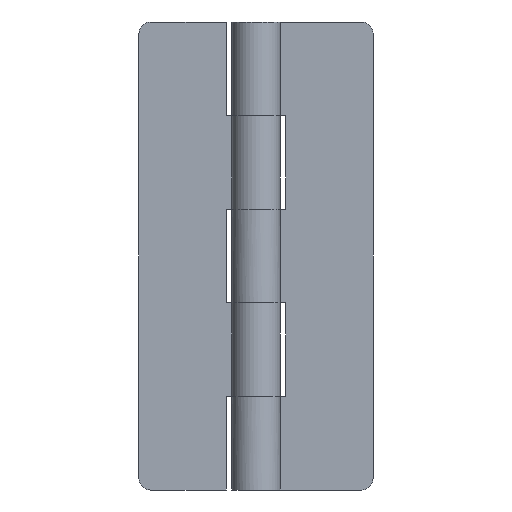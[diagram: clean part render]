
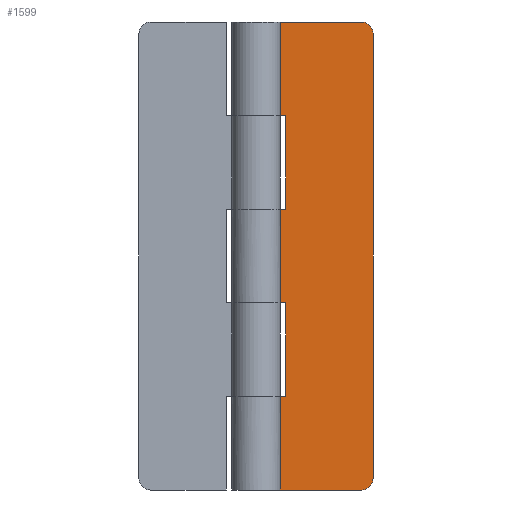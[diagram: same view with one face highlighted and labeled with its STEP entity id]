
A CAD part, front view. The second image highlights one B-rep face of the part: STEP entity #1599.
In plain terms, the highlighted free-form (B-spline) face has degree [1, 1] with [2, 2] control points.
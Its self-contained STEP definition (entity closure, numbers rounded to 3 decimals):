
#902=CARTESIAN_POINT('',(13.5,1.5,60.));
#903=VERTEX_POINT('',#902);
#909=CARTESIAN_POINT('',(15.,1.5,58.5));
#910=VERTEX_POINT('',#909);
#911=CARTESIAN_POINT('',(15.,1.5,58.5));
#912=CARTESIAN_POINT('',(15.,1.5,60.));
#913=CARTESIAN_POINT('',(13.5,1.5,60.));
#921=(BOUNDED_CURVE()B_SPLINE_CURVE(2,(#911,#912,#913),.UNSPECIFIED.,.F.,.U.)CURVE()GEOMETRIC_REPRESENTATION_ITEM()QUASI_UNIFORM_CURVE()RATIONAL_B_SPLINE_CURVE((1.0,0.707,1.0))REPRESENTATION_ITEM(''));
#922=EDGE_CURVE('',#910,#903,#921,.T.);
#963=CARTESIAN_POINT('',(15.,1.5,1.5));
#964=VERTEX_POINT('',#963);
#970=CARTESIAN_POINT('',(13.5,1.5,0.0));
#971=VERTEX_POINT('',#970);
#972=CARTESIAN_POINT('',(13.5,1.5,0.0));
#973=CARTESIAN_POINT('',(15.,1.5,0.0));
#974=CARTESIAN_POINT('',(15.,1.5,1.5));
#982=(BOUNDED_CURVE()B_SPLINE_CURVE(2,(#972,#973,#974),.UNSPECIFIED.,.F.,.U.)CURVE()GEOMETRIC_REPRESENTATION_ITEM()QUASI_UNIFORM_CURVE()RATIONAL_B_SPLINE_CURVE((1.0,0.707,1.0))REPRESENTATION_ITEM(''));
#983=EDGE_CURVE('',#971,#964,#982,.T.);
#1028=CARTESIAN_POINT('',(0.0,1.5,12.0));
#1029=VERTEX_POINT('',#1028);
#1049=CARTESIAN_POINT('',(3.8,1.5,12.0));
#1050=VERTEX_POINT('',#1049);
#1051=CARTESIAN_POINT('',(0.0,1.5,12.0));
#1052=CARTESIAN_POINT('',(3.8,1.5,12.0));
#1053=QUASI_UNIFORM_CURVE('',1,(#1051,#1052),.UNSPECIFIED.,.F.,.U.);
#1054=EDGE_CURVE('',#1029,#1050,#1053,.T.);
#1120=CARTESIAN_POINT('',(3.8,1.5,24.0));
#1121=VERTEX_POINT('',#1120);
#1127=CARTESIAN_POINT('',(0.0,1.5,24.0));
#1128=VERTEX_POINT('',#1127);
#1129=CARTESIAN_POINT('',(3.8,1.5,24.0));
#1130=CARTESIAN_POINT('',(0.0,1.5,24.0));
#1131=QUASI_UNIFORM_CURVE('',1,(#1129,#1130),.UNSPECIFIED.,.F.,.U.);
#1132=EDGE_CURVE('',#1121,#1128,#1131,.T.);
#1168=CARTESIAN_POINT('',(3.8,1.5,12.0));
#1169=CARTESIAN_POINT('',(3.8,1.5,24.0));
#1170=QUASI_UNIFORM_CURVE('',1,(#1168,#1169),.UNSPECIFIED.,.F.,.U.);
#1171=EDGE_CURVE('',#1050,#1121,#1170,.T.);
#1225=CARTESIAN_POINT('',(3.8,1.5,48.));
#1226=VERTEX_POINT('',#1225);
#1232=CARTESIAN_POINT('',(0.0,1.5,48.));
#1233=VERTEX_POINT('',#1232);
#1234=CARTESIAN_POINT('',(3.8,1.5,48.));
#1235=CARTESIAN_POINT('',(0.0,1.5,48.));
#1236=QUASI_UNIFORM_CURVE('',1,(#1234,#1235),.UNSPECIFIED.,.F.,.U.);
#1237=EDGE_CURVE('',#1226,#1233,#1236,.T.);
#1303=CARTESIAN_POINT('',(0.0,1.5,36.));
#1304=VERTEX_POINT('',#1303);
#1324=CARTESIAN_POINT('',(3.8,1.5,36.));
#1325=VERTEX_POINT('',#1324);
#1326=CARTESIAN_POINT('',(0.0,1.5,36.));
#1327=CARTESIAN_POINT('',(3.8,1.5,36.));
#1328=QUASI_UNIFORM_CURVE('',1,(#1326,#1327),.UNSPECIFIED.,.F.,.U.);
#1329=EDGE_CURVE('',#1304,#1325,#1328,.T.);
#1358=CARTESIAN_POINT('',(3.8,1.5,36.));
#1359=CARTESIAN_POINT('',(3.8,1.5,48.));
#1360=QUASI_UNIFORM_CURVE('',1,(#1358,#1359),.UNSPECIFIED.,.F.,.U.);
#1361=EDGE_CURVE('',#1325,#1226,#1360,.T.);
#1386=CARTESIAN_POINT('',(0.0,1.5,0.0));
#1387=VERTEX_POINT('',#1386);
#1388=CARTESIAN_POINT('',(13.5,1.5,0.0));
#1389=CARTESIAN_POINT('',(0.0,1.5,0.0));
#1390=QUASI_UNIFORM_CURVE('',1,(#1388,#1389),.UNSPECIFIED.,.F.,.U.);
#1391=EDGE_CURVE('',#971,#1387,#1390,.T.);
#1448=CARTESIAN_POINT('',(0.0,1.5,60.));
#1449=VERTEX_POINT('',#1448);
#1450=CARTESIAN_POINT('',(13.5,1.5,60.));
#1451=CARTESIAN_POINT('',(0.0,1.5,60.));
#1452=QUASI_UNIFORM_CURVE('',1,(#1450,#1451),.UNSPECIFIED.,.F.,.U.);
#1453=EDGE_CURVE('',#903,#1449,#1452,.T.);
#1557=CARTESIAN_POINT('',(0.0,1.5,60.));
#1558=CARTESIAN_POINT('',(0.0,1.5,48.));
#1559=QUASI_UNIFORM_CURVE('',1,(#1557,#1558),.UNSPECIFIED.,.F.,.U.);
#1560=EDGE_CURVE('',#1449,#1233,#1559,.T.);
#1566=CARTESIAN_POINT('',(-0.749,1.5,62.997));
#1567=CARTESIAN_POINT('',(-0.749,1.5,-2.997));
#1568=CARTESIAN_POINT('',(15.749,1.5,62.997));
#1569=CARTESIAN_POINT('',(15.749,1.5,-2.997));
#1570=B_SPLINE_SURFACE_WITH_KNOTS('',1,1,((#1566,#1568),(#1567,#1569)),.UNSPECIFIED.,.F.,.F.,.U.,(2,2),(2,2),(0.0,65.994),(0.0,16.499),.UNSPECIFIED.);
#1571=ORIENTED_EDGE('',*,*,#1391,.F.);
#1572=ORIENTED_EDGE('',*,*,#983,.T.);
#1573=CARTESIAN_POINT('',(15.,1.5,58.5));
#1574=CARTESIAN_POINT('',(15.,1.5,1.5));
#1575=QUASI_UNIFORM_CURVE('',1,(#1573,#1574),.UNSPECIFIED.,.F.,.U.);
#1576=EDGE_CURVE('',#910,#964,#1575,.T.);
#1577=ORIENTED_EDGE('',*,*,#1576,.F.);
#1578=ORIENTED_EDGE('',*,*,#922,.T.);
#1579=ORIENTED_EDGE('',*,*,#1453,.T.);
#1580=ORIENTED_EDGE('',*,*,#1560,.T.);
#1581=ORIENTED_EDGE('',*,*,#1237,.F.);
#1582=ORIENTED_EDGE('',*,*,#1361,.F.);
#1583=ORIENTED_EDGE('',*,*,#1329,.F.);
#1584=CARTESIAN_POINT('',(0.0,1.5,36.));
#1585=CARTESIAN_POINT('',(0.0,1.5,24.0));
#1586=QUASI_UNIFORM_CURVE('',1,(#1584,#1585),.UNSPECIFIED.,.F.,.U.);
#1587=EDGE_CURVE('',#1304,#1128,#1586,.T.);
#1588=ORIENTED_EDGE('',*,*,#1587,.T.);
#1589=ORIENTED_EDGE('',*,*,#1132,.F.);
#1590=ORIENTED_EDGE('',*,*,#1171,.F.);
#1591=ORIENTED_EDGE('',*,*,#1054,.F.);
#1592=CARTESIAN_POINT('',(0.0,1.5,12.0));
#1593=CARTESIAN_POINT('',(0.0,1.5,0.0));
#1594=QUASI_UNIFORM_CURVE('',1,(#1592,#1593),.UNSPECIFIED.,.F.,.U.);
#1595=EDGE_CURVE('',#1029,#1387,#1594,.T.);
#1596=ORIENTED_EDGE('',*,*,#1595,.T.);
#1597=EDGE_LOOP('',(#1571,#1572,#1577,#1578,#1579,#1580,#1581,#1582,#1583,#1588,#1589,#1590,#1591,#1596));
#1598=FACE_OUTER_BOUND('',#1597,.T.);
#1599=ADVANCED_FACE('',(#1598),#1570,.T.);
